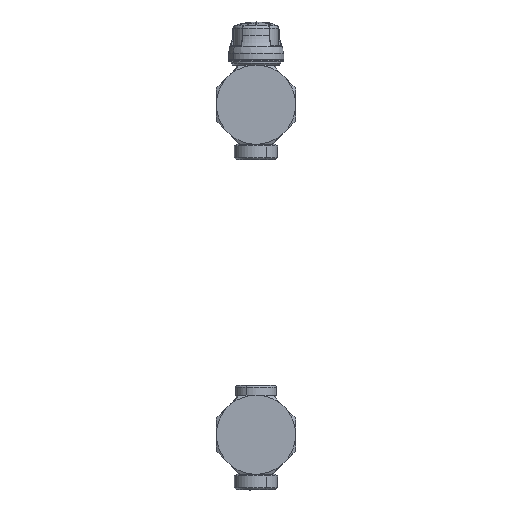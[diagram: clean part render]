
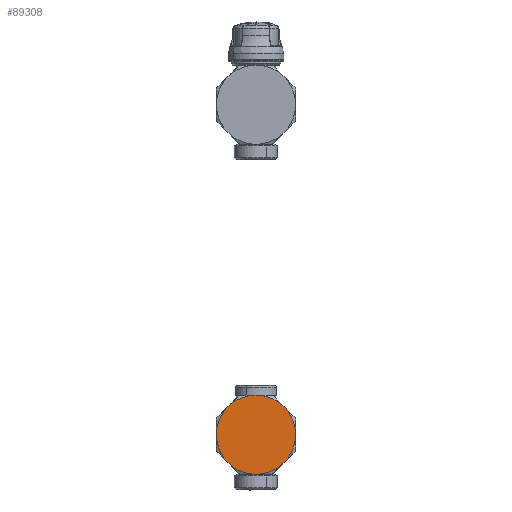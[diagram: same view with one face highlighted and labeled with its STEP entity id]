
A CAD part, front view. The second image highlights one B-rep face of the part: STEP entity #89308.
In plain terms, the highlighted planar face has unit normal (0, -1, 0).
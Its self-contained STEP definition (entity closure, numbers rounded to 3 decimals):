
#89221=CARTESIAN_POINT('Axis2P3D Location',(0.,-90.157,-153.299)) ;
#89226=CARTESIAN_POINT('Axis2P3D Location',(0.,-90.157,-129.299)) ;
#89230=CARTESIAN_POINT('Vertex',(0.,-90.157,-105.299)) ;
#89232=CARTESIAN_POINT('Vertex',(-11.506,-90.157,-108.237)) ;
#89235=CARTESIAN_POINT('Axis2P3D Location',(0.,-90.157,-129.299)) ;
#89239=CARTESIAN_POINT('Vertex',(-16.971,-90.157,-112.328)) ;
#89242=CARTESIAN_POINT('Axis2P3D Location',(0.,-90.157,-129.299)) ;
#89246=CARTESIAN_POINT('Vertex',(-24.,-90.157,-129.299)) ;
#89249=CARTESIAN_POINT('Axis2P3D Location',(0.,-90.157,-129.299)) ;
#89253=CARTESIAN_POINT('Vertex',(-16.971,-90.157,-146.269)) ;
#89256=CARTESIAN_POINT('Axis2P3D Location',(0.,-90.157,-129.299)) ;
#89260=CARTESIAN_POINT('Vertex',(0.,-90.157,-153.299)) ;
#89263=CARTESIAN_POINT('Axis2P3D Location',(0.,-90.157,-129.299)) ;
#89267=CARTESIAN_POINT('Vertex',(11.506,-90.157,-150.361)) ;
#89270=CARTESIAN_POINT('Axis2P3D Location',(0.,-90.157,-129.299)) ;
#89274=CARTESIAN_POINT('Vertex',(16.971,-90.157,-146.269)) ;
#89277=CARTESIAN_POINT('Axis2P3D Location',(0.,-90.157,-129.299)) ;
#89281=CARTESIAN_POINT('Vertex',(24.,-90.157,-129.299)) ;
#89284=CARTESIAN_POINT('Axis2P3D Location',(0.,-90.157,-129.299)) ;
#89288=CARTESIAN_POINT('Vertex',(16.971,-90.157,-112.328)) ;
#89291=CARTESIAN_POINT('Axis2P3D Location',(0.,-90.157,-129.299)) ;
#89222=DIRECTION('Axis2P3D Direction',(0.,-1.,0.)) ;
#89223=DIRECTION('Axis2P3D XDirection',(1.,0.,0.)) ;
#89227=DIRECTION('Axis2P3D Direction',(0.,-1.,0.)) ;
#89236=DIRECTION('Axis2P3D Direction',(0.,-1.,0.)) ;
#89243=DIRECTION('Axis2P3D Direction',(0.,-1.,0.)) ;
#89250=DIRECTION('Axis2P3D Direction',(0.,-1.,0.)) ;
#89257=DIRECTION('Axis2P3D Direction',(0.,-1.,0.)) ;
#89264=DIRECTION('Axis2P3D Direction',(0.,-1.,0.)) ;
#89271=DIRECTION('Axis2P3D Direction',(0.,-1.,0.)) ;
#89278=DIRECTION('Axis2P3D Direction',(0.,-1.,0.)) ;
#89285=DIRECTION('Axis2P3D Direction',(0.,-1.,0.)) ;
#89292=DIRECTION('Axis2P3D Direction',(0.,-1.,0.)) ;
#89224=AXIS2_PLACEMENT_3D('Plane Axis2P3D',#89221,#89222,#89223) ;
#89228=AXIS2_PLACEMENT_3D('Circle Axis2P3D',#89226,#89227,$) ;
#89237=AXIS2_PLACEMENT_3D('Circle Axis2P3D',#89235,#89236,$) ;
#89244=AXIS2_PLACEMENT_3D('Circle Axis2P3D',#89242,#89243,$) ;
#89251=AXIS2_PLACEMENT_3D('Circle Axis2P3D',#89249,#89250,$) ;
#89258=AXIS2_PLACEMENT_3D('Circle Axis2P3D',#89256,#89257,$) ;
#89265=AXIS2_PLACEMENT_3D('Circle Axis2P3D',#89263,#89264,$) ;
#89272=AXIS2_PLACEMENT_3D('Circle Axis2P3D',#89270,#89271,$) ;
#89279=AXIS2_PLACEMENT_3D('Circle Axis2P3D',#89277,#89278,$) ;
#89286=AXIS2_PLACEMENT_3D('Circle Axis2P3D',#89284,#89285,$) ;
#89293=AXIS2_PLACEMENT_3D('Circle Axis2P3D',#89291,#89292,$) ;
#89229=CIRCLE('generated circle',#89228,24.) ;
#89238=CIRCLE('generated circle',#89237,24.) ;
#89245=CIRCLE('generated circle',#89244,24.) ;
#89252=CIRCLE('generated circle',#89251,24.) ;
#89259=CIRCLE('generated circle',#89258,24.) ;
#89266=CIRCLE('generated circle',#89265,24.) ;
#89273=CIRCLE('generated circle',#89272,24.) ;
#89280=CIRCLE('generated circle',#89279,24.) ;
#89287=CIRCLE('generated circle',#89286,24.) ;
#89294=CIRCLE('generated circle',#89293,24.) ;
#89225=PLANE('',#89224) ;
#89234=EDGE_CURVE('',#89231,#89233,#89229,.T.) ;
#89241=EDGE_CURVE('',#89233,#89240,#89238,.T.) ;
#89248=EDGE_CURVE('',#89240,#89247,#89245,.T.) ;
#89255=EDGE_CURVE('',#89247,#89254,#89252,.T.) ;
#89262=EDGE_CURVE('',#89254,#89261,#89259,.T.) ;
#89269=EDGE_CURVE('',#89261,#89268,#89266,.T.) ;
#89276=EDGE_CURVE('',#89268,#89275,#89273,.T.) ;
#89283=EDGE_CURVE('',#89275,#89282,#89280,.T.) ;
#89290=EDGE_CURVE('',#89282,#89289,#89287,.T.) ;
#89295=EDGE_CURVE('',#89289,#89231,#89294,.T.) ;
#89297=ORIENTED_EDGE('',*,*,#89234,.T.) ;
#89298=ORIENTED_EDGE('',*,*,#89241,.T.) ;
#89299=ORIENTED_EDGE('',*,*,#89248,.T.) ;
#89300=ORIENTED_EDGE('',*,*,#89255,.T.) ;
#89301=ORIENTED_EDGE('',*,*,#89262,.T.) ;
#89302=ORIENTED_EDGE('',*,*,#89269,.T.) ;
#89303=ORIENTED_EDGE('',*,*,#89276,.T.) ;
#89304=ORIENTED_EDGE('',*,*,#89283,.T.) ;
#89305=ORIENTED_EDGE('',*,*,#89290,.T.) ;
#89306=ORIENTED_EDGE('',*,*,#89295,.T.) ;
#89296=EDGE_LOOP('',(#89297,#89298,#89299,#89300,#89301,#89302,#89303,#89304,#89305,#89306)) ;
#89231=VERTEX_POINT('',#89230) ;
#89233=VERTEX_POINT('',#89232) ;
#89240=VERTEX_POINT('',#89239) ;
#89247=VERTEX_POINT('',#89246) ;
#89254=VERTEX_POINT('',#89253) ;
#89261=VERTEX_POINT('',#89260) ;
#89268=VERTEX_POINT('',#89267) ;
#89275=VERTEX_POINT('',#89274) ;
#89282=VERTEX_POINT('',#89281) ;
#89289=VERTEX_POINT('',#89288) ;
#89308=ADVANCED_FACE('PartBody',(#89307),#89225,.T.) ;
#89307=FACE_OUTER_BOUND('',#89296,.T.) ;
